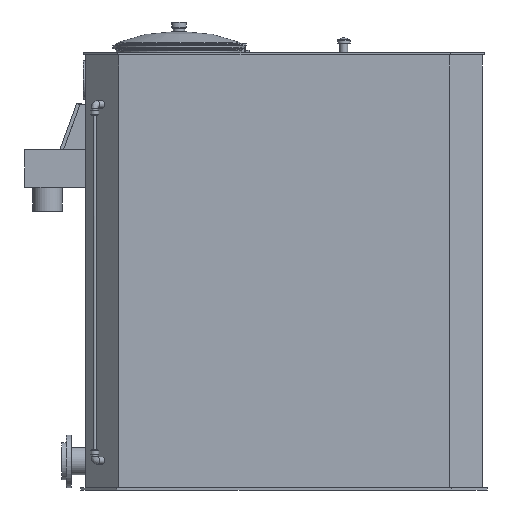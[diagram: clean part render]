
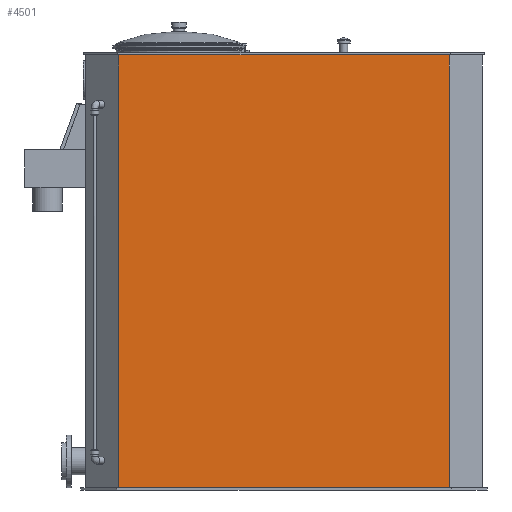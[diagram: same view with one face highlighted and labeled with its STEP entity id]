
A CAD part, front view. The second image highlights one B-rep face of the part: STEP entity #4501.
In plain terms, the highlighted planar face has unit normal (0, -1, 0).
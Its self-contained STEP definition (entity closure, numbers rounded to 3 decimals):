
#246=LINE('',#7190,#597);
#261=LINE('',#7220,#612);
#270=LINE('',#7239,#621);
#272=LINE('',#7242,#623);
#597=VECTOR('',#5938,10.);
#612=VECTOR('',#5973,10.);
#621=VECTOR('',#5992,10.);
#623=VECTOR('',#5996,10.);
#971=PLANE('',#4981);
#1377=FACE_OUTER_BOUND('',#1782,.T.);
#1782=EDGE_LOOP('',(#3807,#3808,#3809,#3810));
#2343=VERTEX_POINT('',#7187);
#2344=VERTEX_POINT('',#7189);
#2349=VERTEX_POINT('',#7218);
#2354=VERTEX_POINT('',#7238);
#2844=EDGE_CURVE('',#2344,#2343,#246,.T.);
#2859=EDGE_CURVE('',#2349,#2343,#261,.T.);
#2868=EDGE_CURVE('',#2354,#2344,#270,.T.);
#2870=EDGE_CURVE('',#2354,#2349,#272,.T.);
#3807=ORIENTED_EDGE('',*,*,#2844,.T.);
#3808=ORIENTED_EDGE('',*,*,#2859,.F.);
#3809=ORIENTED_EDGE('',*,*,#2870,.F.);
#3810=ORIENTED_EDGE('',*,*,#2868,.T.);
#4501=ADVANCED_FACE('',(#1377),#971,.T.);
#4981=AXIS2_PLACEMENT_3D('',#7241,#5994,#5995);
#5938=DIRECTION('',(-1.,0.,0.));
#5973=DIRECTION('',(0.,0.,1.));
#5992=DIRECTION('',(0.,0.,1.));
#5994=DIRECTION('center_axis',(0.,-1.,0.));
#5995=DIRECTION('ref_axis',(0.,0.,1.));
#5996=DIRECTION('',(-1.,0.,0.));
#7187=CARTESIAN_POINT('',(-691.716,-425.,1817.));
#7189=CARTESIAN_POINT('',(691.716,-425.,1817.));
#7190=CARTESIAN_POINT('',(691.716,-425.,1817.));
#7218=CARTESIAN_POINT('',(-691.716,-425.,7.));
#7220=CARTESIAN_POINT('',(-691.716,-425.,7.));
#7238=CARTESIAN_POINT('',(691.716,-425.,7.));
#7239=CARTESIAN_POINT('',(691.716,-425.,7.));
#7241=CARTESIAN_POINT('Origin',(691.716,-425.,7.));
#7242=CARTESIAN_POINT('',(345.858,-425.,7.));
